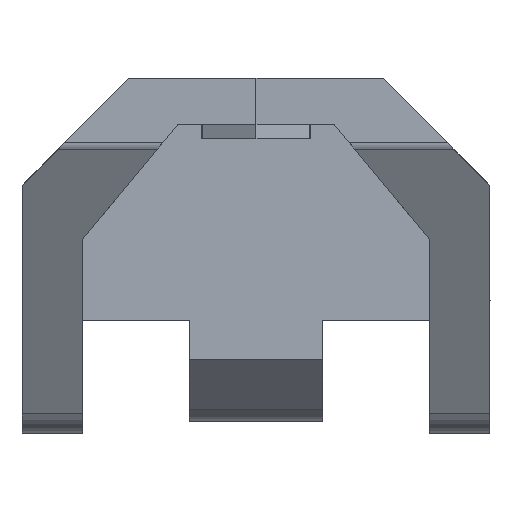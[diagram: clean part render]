
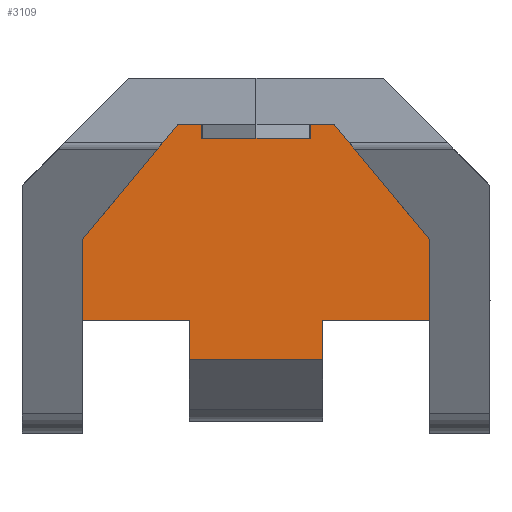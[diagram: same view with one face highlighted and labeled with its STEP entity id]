
A CAD part, front view. The second image highlights one B-rep face of the part: STEP entity #3109.
In plain terms, the highlighted planar face has unit normal (0, -1, 0).
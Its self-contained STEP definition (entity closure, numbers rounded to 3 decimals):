
#330=FACE_OUTER_BOUND('',#517,.T.);
#517=EDGE_LOOP('',(#2803,#2804,#2805,#2806,#2807,#2808,#2809,#2810,#2811,
#2812));
#538=LINE('',#4265,#890);
#589=LINE('',#4429,#941);
#590=LINE('',#4433,#942);
#599=LINE('',#4458,#951);
#619=LINE('',#4510,#971);
#698=LINE('',#4724,#1050);
#705=LINE('',#4739,#1057);
#710=LINE('',#4748,#1062);
#870=LINE('',#5098,#1222);
#871=LINE('',#5100,#1223);
#890=VECTOR('',#3412,10.);
#941=VECTOR('',#3541,10.);
#942=VECTOR('',#3544,10.);
#951=VECTOR('',#3563,10.);
#971=VECTOR('',#3615,10.);
#1050=VECTOR('',#3856,10.);
#1057=VECTOR('',#3869,10.);
#1062=VECTOR('',#3876,10.);
#1222=VECTOR('',#4198,10.);
#1223=VECTOR('',#4201,10.);
#1243=VERTEX_POINT('',#4262);
#1244=VERTEX_POINT('',#4264);
#1318=VERTEX_POINT('',#4427);
#1319=VERTEX_POINT('',#4431);
#1320=VERTEX_POINT('',#4432);
#1331=VERTEX_POINT('',#4456);
#1347=VERTEX_POINT('',#4508);
#1401=VERTEX_POINT('',#4722);
#1406=VERTEX_POINT('',#4738);
#1409=VERTEX_POINT('',#4746);
#1540=EDGE_CURVE('',#1244,#1243,#538,.T.);
#1622=EDGE_CURVE('',#1318,#1243,#589,.T.);
#1623=EDGE_CURVE('',#1319,#1320,#590,.T.);
#1636=EDGE_CURVE('',#1319,#1331,#599,.T.);
#1663=EDGE_CURVE('',#1331,#1347,#619,.T.);
#1770=EDGE_CURVE('',#1401,#1347,#698,.T.);
#1777=EDGE_CURVE('',#1406,#1244,#705,.T.);
#1782=EDGE_CURVE('',#1409,#1401,#710,.T.);
#1953=EDGE_CURVE('',#1406,#1409,#870,.F.);
#1954=EDGE_CURVE('',#1320,#1318,#871,.T.);
#2803=ORIENTED_EDGE('',*,*,#1623,.F.);
#2804=ORIENTED_EDGE('',*,*,#1636,.T.);
#2805=ORIENTED_EDGE('',*,*,#1663,.T.);
#2806=ORIENTED_EDGE('',*,*,#1770,.F.);
#2807=ORIENTED_EDGE('',*,*,#1782,.F.);
#2808=ORIENTED_EDGE('',*,*,#1953,.F.);
#2809=ORIENTED_EDGE('',*,*,#1777,.T.);
#2810=ORIENTED_EDGE('',*,*,#1540,.T.);
#2811=ORIENTED_EDGE('',*,*,#1622,.F.);
#2812=ORIENTED_EDGE('',*,*,#1954,.F.);
#2954=PLANE('',#3367);
#3109=ADVANCED_FACE('',(#330),#2954,.T.);
#3367=AXIS2_PLACEMENT_3D('',#5099,#4199,#4200);
#3412=DIRECTION('',(0.,0.,-1.));
#3541=DIRECTION('',(-1.,0.,0.));
#3544=DIRECTION('',(-1.,0.,0.));
#3563=DIRECTION('',(0.,0.,1.));
#3615=DIRECTION('',(1.,0.,0.));
#3856=DIRECTION('',(0.,0.,-1.));
#3869=DIRECTION('',(-0.293,0.,-0.956));
#3876=DIRECTION('',(0.293,0.,-0.956));
#4198=DIRECTION('',(-1.,0.,0.));
#4199=DIRECTION('center_axis',(0.,-1.,0.));
#4200=DIRECTION('ref_axis',(0.,0.,1.));
#4201=DIRECTION('',(0.,0.,1.));
#4262=CARTESIAN_POINT('',(-13.,95.298,37.77));
#4264=CARTESIAN_POINT('',(-13.,95.298,43.811));
#4265=CARTESIAN_POINT('',(-13.,95.298,42.566));
#4427=CARTESIAN_POINT('',(-5.,95.298,37.77));
#4429=CARTESIAN_POINT('',(8.75,95.298,37.77));
#4431=CARTESIAN_POINT('',(5.,95.298,34.811));
#4432=CARTESIAN_POINT('',(-5.,95.298,34.811));
#4433=CARTESIAN_POINT('',(2.5,95.298,34.811));
#4456=CARTESIAN_POINT('',(5.,95.298,37.77));
#4458=CARTESIAN_POINT('',(5.,95.298,41.324));
#4508=CARTESIAN_POINT('',(13.,95.298,37.77));
#4510=CARTESIAN_POINT('',(-8.75,95.298,37.77));
#4722=CARTESIAN_POINT('',(13.,95.298,43.811));
#4724=CARTESIAN_POINT('',(13.,95.298,42.566));
#4738=CARTESIAN_POINT('',(-10.363,95.298,52.411));
#4739=CARTESIAN_POINT('',(-12.701,95.298,44.788));
#4746=CARTESIAN_POINT('',(10.363,95.298,52.411));
#4748=CARTESIAN_POINT('',(12.701,95.298,44.788));
#5098=CARTESIAN_POINT('',(-5.444,95.298,52.411));
#5099=CARTESIAN_POINT('Origin',(0.,95.298,47.836));
#5100=CARTESIAN_POINT('',(-5.,95.298,41.324));
